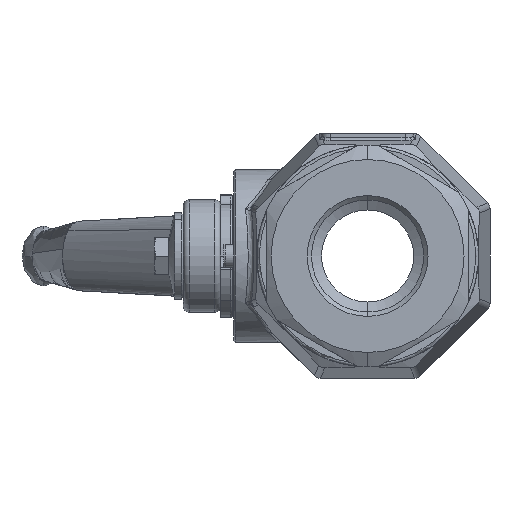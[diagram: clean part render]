
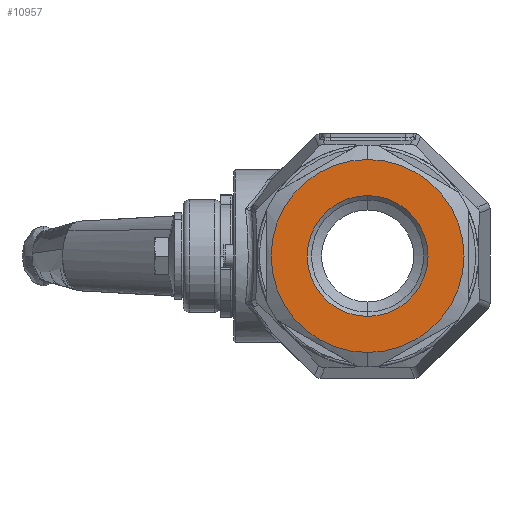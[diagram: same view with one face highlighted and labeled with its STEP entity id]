
A CAD part, left-side view. The second image highlights one B-rep face of the part: STEP entity #10957.
In plain terms, the highlighted planar face has unit normal (-1, 0, 0).
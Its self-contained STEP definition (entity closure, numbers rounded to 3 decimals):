
#561 = AXIS2_PLACEMENT_3D ( 'NONE', #10438, #8747, #8745 ) ;
#745 = EDGE_CURVE ( 'NONE', #1848, #8789, #5935, .T. ) ;
#766 = EDGE_CURVE ( 'NONE', #1134, #9597, #10895, .T. ) ;
#779 = DIRECTION ( 'NONE',  ( 0., 0., -1. ) ) ;
#805 = DIRECTION ( 'NONE',  ( -1., 0., 0. ) ) ;
#818 = CARTESIAN_POINT ( 'NONE',  ( -57.5, 0., 0. ) ) ;
#920 = DIRECTION ( 'NONE',  ( 0., 0., 1. ) ) ;
#938 = DIRECTION ( 'NONE',  ( 1., 0., 0. ) ) ;
#964 = CARTESIAN_POINT ( 'NONE',  ( -57.5, 0., 0. ) ) ;
#1134 = VERTEX_POINT ( 'NONE', #9861 ) ;
#1251 = CARTESIAN_POINT ( 'NONE',  ( -57.5, 0., 33.5 ) ) ;
#1848 = VERTEX_POINT ( 'NONE', #11417 ) ;
#3015 = CIRCLE ( 'NONE', #6635, 33.5 ) ;
#3576 = AXIS2_PLACEMENT_3D ( 'NONE', #818, #805, #779 ) ;
#3617 = AXIS2_PLACEMENT_3D ( 'NONE', #964, #938, #920 ) ;
#3669 = EDGE_LOOP ( 'NONE', ( #5638, #9753 ) ) ;
#4575 = DIRECTION ( 'NONE',  ( 0., 0., -1. ) ) ;
#5010 = FACE_OUTER_BOUND ( 'NONE', #8211, .T. ) ;
#5638 = ORIENTED_EDGE ( 'NONE', *, *, #766, .F. ) ;
#5647 = ORIENTED_EDGE ( 'NONE', *, *, #745, .F. ) ;
#5837 = CARTESIAN_POINT ( 'NONE',  ( -57.5, 0., 20.976 ) ) ;
#5935 = CIRCLE ( 'NONE', #3617, 33.5 ) ;
#6635 = AXIS2_PLACEMENT_3D ( 'NONE', #7906, #7784, #7747 ) ;
#7039 = CIRCLE ( 'NONE', #10606, 20.976 ) ;
#7747 = DIRECTION ( 'NONE',  ( 0., 0., 1. ) ) ;
#7784 = DIRECTION ( 'NONE',  ( 1., 0., 0. ) ) ;
#7906 = CARTESIAN_POINT ( 'NONE',  ( -57.5, 0., 0. ) ) ;
#8211 = EDGE_LOOP ( 'NONE', ( #11220, #5647 ) ) ;
#8745 = DIRECTION ( 'NONE',  ( 0., 0., -1. ) ) ;
#8747 = DIRECTION ( 'NONE',  ( -1., 0., 0. ) ) ;
#8789 = VERTEX_POINT ( 'NONE', #1251 ) ;
#9083 = PLANE ( 'NONE',  #561 ) ;
#9597 = VERTEX_POINT ( 'NONE', #5837 ) ;
#9638 = FACE_BOUND ( 'NONE', #3669, .T. ) ;
#9657 = EDGE_CURVE ( 'NONE', #9597, #1134, #7039, .T. ) ;
#9753 = ORIENTED_EDGE ( 'NONE', *, *, #9657, .F. ) ;
#9822 = DIRECTION ( 'NONE',  ( -1., 0., 0. ) ) ;
#9861 = CARTESIAN_POINT ( 'NONE',  ( -57.5, 0., -20.976 ) ) ;
#10056 = EDGE_CURVE ( 'NONE', #8789, #1848, #3015, .T. ) ;
#10326 = CARTESIAN_POINT ( 'NONE',  ( -57.5, 0., 0. ) ) ;
#10438 = CARTESIAN_POINT ( 'NONE',  ( -57.5, 0., 0. ) ) ;
#10606 = AXIS2_PLACEMENT_3D ( 'NONE', #10326, #9822, #4575 ) ;
#10895 = CIRCLE ( 'NONE', #3576, 20.976 ) ;
#10957 = ADVANCED_FACE ( 'NONE', ( #5010, #9638 ), #9083, .T. ) ;
#11220 = ORIENTED_EDGE ( 'NONE', *, *, #10056, .F. ) ;
#11417 = CARTESIAN_POINT ( 'NONE',  ( -57.5, 0., -33.5 ) ) ;
